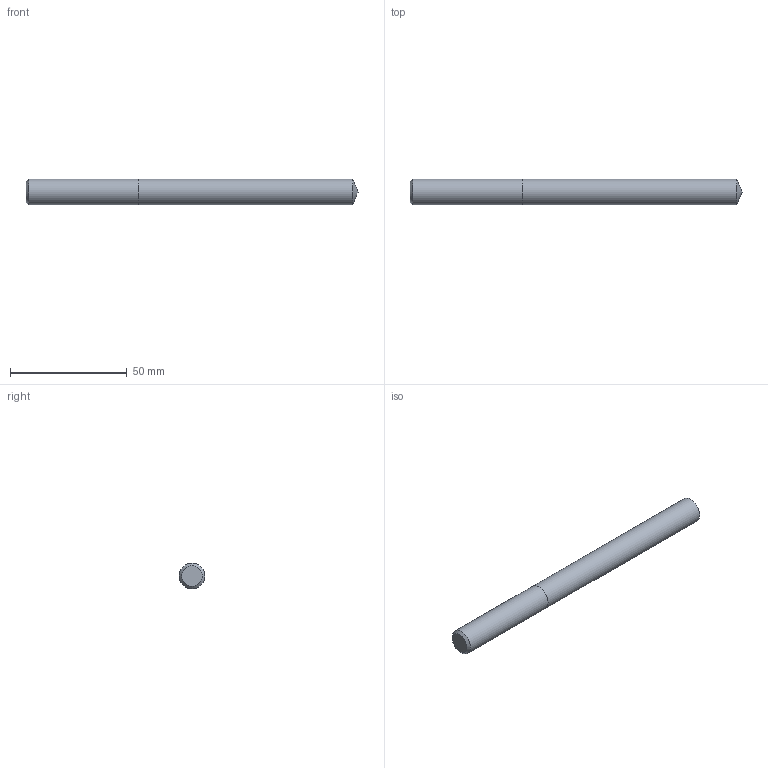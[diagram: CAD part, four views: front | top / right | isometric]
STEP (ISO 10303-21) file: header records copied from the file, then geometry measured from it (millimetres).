
FILE_DESCRIPTION (( 'STEP AP214' ), '1' );
FILE_NAME ('03-1716.STEP', '2021-10-01T05:48:27', ( 'USER' ), ( '' ), 'SwSTEP 2.0', 'SolidWorks 2018', '' );
FILE_SCHEMA (( 'AUTOMOTIVE_DESIGN' ));
Length unit declared in the file: millimetre
Products named in the file (1): 03-1716
Bounding box: 142 x 11 x 11 mm (x, y, z)
Volume: 13330.9 mm3; surface area: 5192.6 mm2
Topology: 2 solids, 2 shells, 7 faces, 11 edges, 7 vertices
Faces by surface type: plane 3, cylinder 2, cone 2
Full cylindrical faces by diameter (mm): 11 x2
Entity records: 189 total; most frequent: DIRECTION 26, CARTESIAN_POINT 18, AXIS2_PLACEMENT_3D 13, EDGE_LOOP 10, ORIENTED_EDGE 10, FACE_OUTER_BOUND 9, ADVANCED_FACE 7, UNCERTAINTY_MEASURE_WITH_UNIT 6
